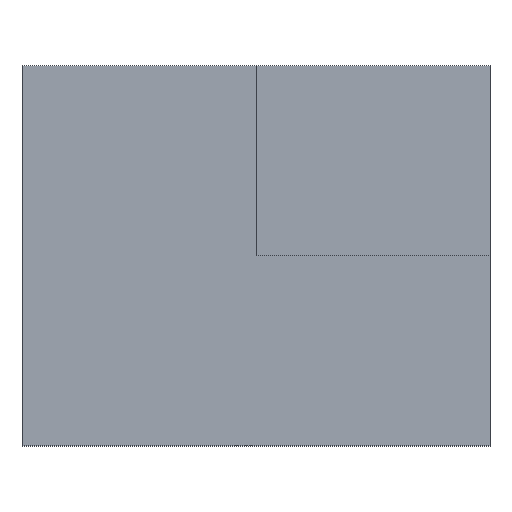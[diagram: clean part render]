
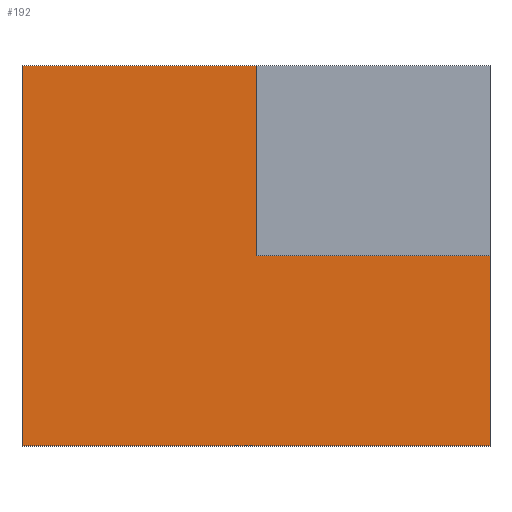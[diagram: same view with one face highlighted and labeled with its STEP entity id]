
A CAD part, top view. The second image highlights one B-rep face of the part: STEP entity #192.
In plain terms, the highlighted planar face has unit normal (0, 0, 1).
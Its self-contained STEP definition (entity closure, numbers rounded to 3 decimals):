
#32 = VERTEX_POINT('',#33);
#33 = CARTESIAN_POINT('',(-0.8,0.65,0.75));
#39 = EDGE_CURVE('',#32,#40,#42,.T.);
#40 = VERTEX_POINT('',#41);
#41 = CARTESIAN_POINT('',(0.,0.65,0.75));
#42 = LINE('',#43,#44);
#43 = CARTESIAN_POINT('',(-0.8,0.65,0.75));
#44 = VECTOR('',#45,1.);
#45 = DIRECTION('',(1.,0.,0.));
#119 = VERTEX_POINT('',#120);
#120 = CARTESIAN_POINT('',(0.8,0.,0.75));
#126 = EDGE_CURVE('',#119,#127,#129,.T.);
#127 = VERTEX_POINT('',#128);
#128 = CARTESIAN_POINT('',(0.8,-0.65,0.75));
#129 = LINE('',#130,#131);
#130 = CARTESIAN_POINT('',(0.8,0.65,0.75));
#131 = VECTOR('',#132,1.);
#132 = DIRECTION('',(0.,-1.,0.));
#172 = EDGE_CURVE('',#40,#173,#175,.T.);
#173 = VERTEX_POINT('',#174);
#174 = CARTESIAN_POINT('',(0.,0.,0.75));
#175 = LINE('',#176,#177);
#176 = CARTESIAN_POINT('',(0.,0.836,0.75));
#177 = VECTOR('',#178,1.);
#178 = DIRECTION('',(0.,-1.,0.));
#192 = ADVANCED_FACE('',(#193),#218,.F.);
#193 = FACE_BOUND('',#194,.F.);
#194 = EDGE_LOOP('',(#195,#203,#204,#205,#211,#212));
#195 = ORIENTED_EDGE('',*,*,#196,.T.);
#196 = EDGE_CURVE('',#197,#32,#199,.T.);
#197 = VERTEX_POINT('',#198);
#198 = CARTESIAN_POINT('',(-0.8,-0.65,0.75));
#199 = LINE('',#200,#201);
#200 = CARTESIAN_POINT('',(-0.8,-0.65,0.75));
#201 = VECTOR('',#202,1.);
#202 = DIRECTION('',(0.,1.,0.));
#203 = ORIENTED_EDGE('',*,*,#39,.T.);
#204 = ORIENTED_EDGE('',*,*,#172,.T.);
#205 = ORIENTED_EDGE('',*,*,#206,.T.);
#206 = EDGE_CURVE('',#173,#119,#207,.T.);
#207 = LINE('',#208,#209);
#208 = CARTESIAN_POINT('',(0.,0.,0.75));
#209 = VECTOR('',#210,1.);
#210 = DIRECTION('',(1.,0.,0.));
#211 = ORIENTED_EDGE('',*,*,#126,.T.);
#212 = ORIENTED_EDGE('',*,*,#213,.T.);
#213 = EDGE_CURVE('',#127,#197,#214,.T.);
#214 = LINE('',#215,#216);
#215 = CARTESIAN_POINT('',(0.8,-0.65,0.75));
#216 = VECTOR('',#217,1.);
#217 = DIRECTION('',(-1.,0.,0.));
#218 = PLANE('',#219);
#219 = AXIS2_PLACEMENT_3D('',#220,#221,#222);
#220 = CARTESIAN_POINT('',(0.,0.,0.75));
#221 = DIRECTION('',(-0.,-0.,-1.));
#222 = DIRECTION('',(-1.,0.,0.));
